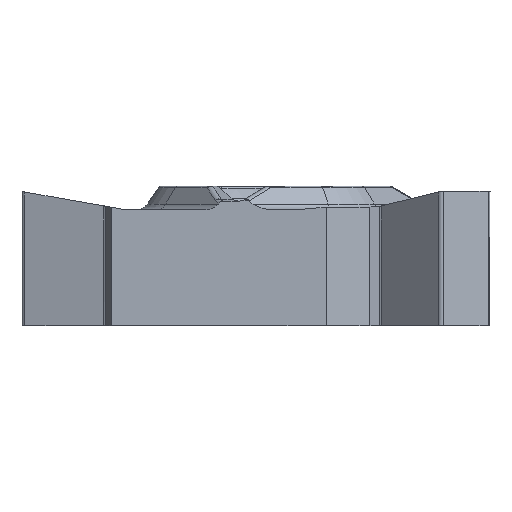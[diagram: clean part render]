
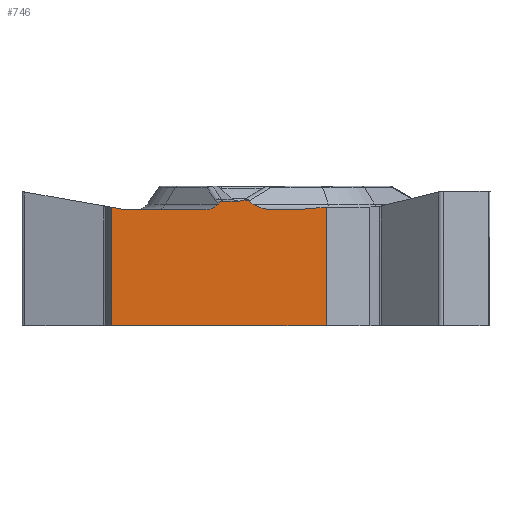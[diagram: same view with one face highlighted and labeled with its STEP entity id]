
A CAD part, left-side view. The second image highlights one B-rep face of the part: STEP entity #746.
In plain terms, the highlighted planar face has unit normal (-1, 0, 0).
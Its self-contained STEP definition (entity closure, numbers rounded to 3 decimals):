
#140=PLANE('',#2694);
#184=FACE_OUTER_BOUND('',#922,.T.);
#334=ELLIPSE('',#2688,1.5,0.75);
#335=ELLIPSE('',#2689,1.5,0.75);
#336=ELLIPSE('',#2690,0.309,0.3);
#337=ELLIPSE('',#2691,0.295,0.25);
#338=ELLIPSE('',#2692,0.884,0.75);
#397=LINE('',#4132,#571);
#398=LINE('',#4135,#572);
#399=LINE('',#4137,#573);
#400=LINE('',#4141,#574);
#401=LINE('',#4145,#575);
#402=LINE('',#4160,#576);
#403=LINE('',#4172,#577);
#404=LINE('',#4176,#578);
#405=LINE('',#4180,#579);
#406=LINE('',#4182,#580);
#571=VECTOR('',#2987,1.);
#572=VECTOR('',#2988,1.);
#573=VECTOR('',#2989,1.);
#574=VECTOR('',#2992,1.);
#575=VECTOR('',#2995,1.);
#576=VECTOR('',#2998,1.);
#577=VECTOR('',#3001,1.);
#578=VECTOR('',#3004,1.);
#579=VECTOR('',#3007,1.);
#580=VECTOR('',#3008,1.);
#746=ADVANCED_FACE('',(#184),#140,.F.);
#922=EDGE_LOOP('',(#1084,#1085,#1086,#1087,#1088,#1089,#1090,#1091,#1092,
#1093,#1094,#1095,#1096,#1097,#1098,#1099,#1100,#1101));
#1084=ORIENTED_EDGE('',*,*,#2110,.T.);
#1085=ORIENTED_EDGE('',*,*,#2111,.F.);
#1086=ORIENTED_EDGE('',*,*,#2112,.T.);
#1087=ORIENTED_EDGE('',*,*,#2113,.T.);
#1088=ORIENTED_EDGE('',*,*,#2114,.T.);
#1089=ORIENTED_EDGE('',*,*,#2115,.T.);
#1090=ORIENTED_EDGE('',*,*,#2116,.T.);
#1091=ORIENTED_EDGE('',*,*,#2117,.F.);
#1092=ORIENTED_EDGE('',*,*,#2118,.T.);
#1093=ORIENTED_EDGE('',*,*,#2119,.T.);
#1094=ORIENTED_EDGE('',*,*,#2120,.F.);
#1095=ORIENTED_EDGE('',*,*,#2121,.F.);
#1096=ORIENTED_EDGE('',*,*,#2122,.T.);
#1097=ORIENTED_EDGE('',*,*,#2123,.T.);
#1098=ORIENTED_EDGE('',*,*,#2124,.T.);
#1099=ORIENTED_EDGE('',*,*,#2125,.T.);
#1100=ORIENTED_EDGE('',*,*,#2126,.T.);
#1101=ORIENTED_EDGE('',*,*,#2127,.T.);
#1868=VERTEX_POINT('',#4133);
#1869=VERTEX_POINT('',#4134);
#1870=VERTEX_POINT('',#4136);
#1871=VERTEX_POINT('',#4138);
#1872=VERTEX_POINT('',#4140);
#1873=VERTEX_POINT('',#4142);
#1874=VERTEX_POINT('',#4144);
#1875=VERTEX_POINT('',#4146);
#1876=VERTEX_POINT('',#4157);
#1877=VERTEX_POINT('',#4159);
#1878=VERTEX_POINT('',#4161);
#1879=VERTEX_POINT('',#4163);
#1880=VERTEX_POINT('',#4171);
#1881=VERTEX_POINT('',#4173);
#1882=VERTEX_POINT('',#4175);
#1883=VERTEX_POINT('',#4177);
#1884=VERTEX_POINT('',#4179);
#1885=VERTEX_POINT('',#4181);
#2110=EDGE_CURVE('',#1868,#1869,#397,.T.);
#2111=EDGE_CURVE('',#1870,#1869,#398,.T.);
#2112=EDGE_CURVE('',#1870,#1871,#399,.T.);
#2113=EDGE_CURVE('',#1871,#1872,#334,.T.);
#2114=EDGE_CURVE('',#1872,#1873,#400,.T.);
#2115=EDGE_CURVE('',#1873,#1874,#335,.T.);
#2116=EDGE_CURVE('',#1874,#1875,#401,.T.);
#2117=EDGE_CURVE('',#1876,#1875,#2615,.T.);
#2118=EDGE_CURVE('',#1876,#1877,#336,.T.);
#2119=EDGE_CURVE('',#1877,#1878,#402,.T.);
#2120=EDGE_CURVE('',#1879,#1878,#337,.T.);
#2121=EDGE_CURVE('',#1880,#1879,#2616,.T.);
#2122=EDGE_CURVE('',#1880,#1881,#403,.T.);
#2123=EDGE_CURVE('',#1881,#1882,#338,.T.);
#2124=EDGE_CURVE('',#1882,#1883,#404,.T.);
#2125=EDGE_CURVE('',#1883,#1884,#2502,.T.);
#2126=EDGE_CURVE('',#1884,#1885,#405,.T.);
#2127=EDGE_CURVE('',#1885,#1868,#406,.T.);
#2502=CIRCLE('',#2693,0.75);
#2615=B_SPLINE_CURVE_WITH_KNOTS('',3,(#4147,#4148,#4149,#4150,#4151,#4152,
#4153,#4154,#4155,#4156),.UNSPECIFIED.,.F.,.F.,(4,3,3,4),(0.,0.625,
0.853,1.),.UNSPECIFIED.);
#2616=B_SPLINE_CURVE_WITH_KNOTS('',3,(#4164,#4165,#4166,#4167,#4168,#4169,
#4170),.UNSPECIFIED.,.F.,.F.,(4,3,4),(0.,0.594,1.),
 .UNSPECIFIED.);
#2688=AXIS2_PLACEMENT_3D('',#4139,#2990,#2991);
#2689=AXIS2_PLACEMENT_3D('',#4143,#2993,#2994);
#2690=AXIS2_PLACEMENT_3D('',#4158,#2996,#2997);
#2691=AXIS2_PLACEMENT_3D('',#4162,#2999,#3000);
#2692=AXIS2_PLACEMENT_3D('',#4174,#3002,#3003);
#2693=AXIS2_PLACEMENT_3D('',#4178,#3005,#3006);
#2694=AXIS2_PLACEMENT_3D('',#4183,#3009,#3010);
#2987=DIRECTION('',(0.,-1.,0.));
#2988=DIRECTION('',(0.,0.,-1.));
#2989=DIRECTION('',(0.,0.996,-0.088));
#2990=DIRECTION('',(1.,0.,0.));
#2991=DIRECTION('',(0.,1.,0.));
#2992=DIRECTION('',(0.,1.,0.));
#2993=DIRECTION('',(1.,0.,0.));
#2994=DIRECTION('',(0.,-1.,0.));
#2995=DIRECTION('',(0.,0.814,0.581));
#2996=DIRECTION('',(1.,0.,0.));
#2997=DIRECTION('',(0.,-1.,0.));
#2998=DIRECTION('',(0.,1.,0.));
#2999=DIRECTION('',(1.,0.,0.));
#3000=DIRECTION('',(0.,1.,0.));
#3001=DIRECTION('',(0.,0.637,-0.771));
#3002=DIRECTION('',(1.,0.,0.));
#3003=DIRECTION('',(0.,1.,0.));
#3004=DIRECTION('',(0.,1.,0.));
#3005=DIRECTION('',(1.,0.,0.));
#3006=DIRECTION('',(0.,0.,-1.));
#3007=DIRECTION('',(0.,0.985,0.174));
#3008=DIRECTION('',(0.,0.,-1.));
#3009=DIRECTION('',(1.,0.,0.));
#3010=DIRECTION('',(0.,0.,-1.));
#4132=CARTESIAN_POINT('',(-7.938,11.45,-7.));
#4133=CARTESIAN_POINT('',(-7.938,8.412,-7.));
#4134=CARTESIAN_POINT('',(-7.938,-3.123,-7.));
#4135=CARTESIAN_POINT('',(-7.938,-3.123,25.));
#4136=CARTESIAN_POINT('',(-7.938,-3.123,-0.628));
#4137=CARTESIAN_POINT('',(-7.938,-2.266,-0.704));
#4138=CARTESIAN_POINT('',(-7.938,-1.521,-0.77));
#4139=CARTESIAN_POINT('',(-7.938,-1.261,-0.031));
#4140=CARTESIAN_POINT('',(-7.938,-1.261,-0.781));
#4141=CARTESIAN_POINT('',(-7.938,0.,-0.781));
#4142=CARTESIAN_POINT('',(-7.938,-0.427,-0.781));
#4143=CARTESIAN_POINT('',(-7.938,-0.427,-0.031));
#4144=CARTESIAN_POINT('',(-7.938,0.802,-0.461));
#4145=CARTESIAN_POINT('',(-7.938,19.895,13.173));
#4146=CARTESIAN_POINT('',(-7.938,1.037,-0.293));
#4147=CARTESIAN_POINT('',(-7.938,1.433,-0.285));
#4148=CARTESIAN_POINT('',(-7.938,1.352,-0.26));
#4149=CARTESIAN_POINT('',(-7.938,1.267,-0.242));
#4150=CARTESIAN_POINT('',(-7.938,1.183,-0.247));
#4151=CARTESIAN_POINT('',(-7.938,1.152,-0.249));
#4152=CARTESIAN_POINT('',(-7.938,1.12,-0.255));
#4153=CARTESIAN_POINT('',(-7.938,1.091,-0.266));
#4154=CARTESIAN_POINT('',(-7.938,1.072,-0.272));
#4155=CARTESIAN_POINT('',(-7.938,1.054,-0.282));
#4156=CARTESIAN_POINT('',(-7.938,1.037,-0.293));
#4157=CARTESIAN_POINT('',(-7.938,1.433,-0.285));
#4158=CARTESIAN_POINT('',(-7.938,1.528,0.));
#4159=CARTESIAN_POINT('',(-7.938,1.528,-0.3));
#4160=CARTESIAN_POINT('',(-7.938,11.45,-0.3));
#4161=CARTESIAN_POINT('',(-7.938,2.386,-0.3));
#4162=CARTESIAN_POINT('',(-7.938,2.386,-0.55));
#4163=CARTESIAN_POINT('',(-7.938,2.497,-0.318));
#4164=CARTESIAN_POINT('',(-7.938,2.626,-0.404));
#4165=CARTESIAN_POINT('',(-7.938,2.606,-0.381));
#4166=CARTESIAN_POINT('',(-7.938,2.582,-0.36));
#4167=CARTESIAN_POINT('',(-7.938,2.555,-0.345));
#4168=CARTESIAN_POINT('',(-7.938,2.537,-0.334));
#4169=CARTESIAN_POINT('',(-7.938,2.517,-0.325));
#4170=CARTESIAN_POINT('',(-7.938,2.497,-0.318));
#4171=CARTESIAN_POINT('',(-7.938,2.626,-0.404));
#4172=CARTESIAN_POINT('',(-7.938,-6.27,10.369));
#4173=CARTESIAN_POINT('',(-7.938,2.673,-0.461));
#4174=CARTESIAN_POINT('',(-7.938,3.398,-0.031));
#4175=CARTESIAN_POINT('',(-7.938,3.398,-0.781));
#4176=CARTESIAN_POINT('',(-7.938,11.45,-0.781));
#4177=CARTESIAN_POINT('',(-7.938,7.504,-0.781));
#4178=CARTESIAN_POINT('',(-7.938,7.504,-0.031));
#4179=CARTESIAN_POINT('',(-7.938,7.635,-0.77));
#4180=CARTESIAN_POINT('',(-7.938,15.742,0.66));
#4181=CARTESIAN_POINT('',(-7.938,8.412,-0.633));
#4182=CARTESIAN_POINT('',(-7.938,8.412,25.));
#4183=CARTESIAN_POINT('',(-7.938,11.45,25.));
